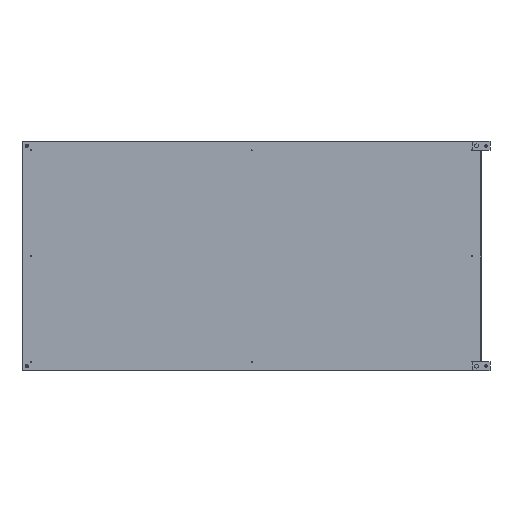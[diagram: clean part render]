
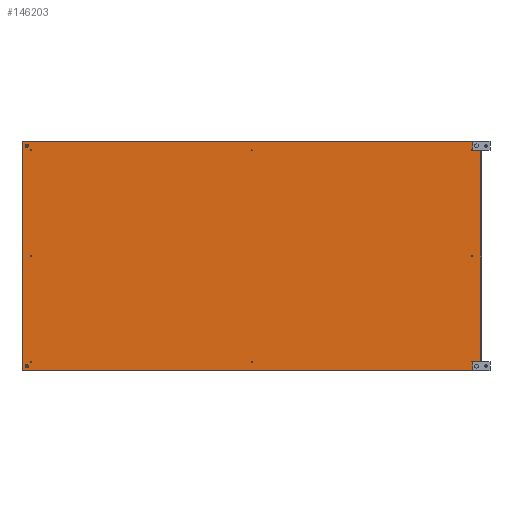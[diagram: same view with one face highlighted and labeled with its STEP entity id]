
A CAD part, left-side view. The second image highlights one B-rep face of the part: STEP entity #146203.
In plain terms, the highlighted face is planar.
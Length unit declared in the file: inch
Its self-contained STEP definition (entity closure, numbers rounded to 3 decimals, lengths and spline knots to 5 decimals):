
#1369 = LINE ( 'NONE', #115071, #37808 ) ;
#1482 = EDGE_CURVE ( 'NONE', #51119, #86155, #49214, .T. ) ;
#4247 = VERTEX_POINT ( 'NONE', #80099 ) ;
#5519 = CARTESIAN_POINT ( 'NONE',  ( -17.24989, 0., -35.5 ) ) ;
#7841 = CARTESIAN_POINT ( 'NONE',  ( 17.92789, 0., 35.892 ) ) ;
#8026 = CARTESIAN_POINT ( 'NONE',  ( 17.92789, 0., -35.92789 ) ) ;
#8069 = CARTESIAN_POINT ( 'NONE',  ( -17.24989, 0., 35.25 ) ) ;
#12525 = AXIS2_PLACEMENT_3D ( 'NONE', #142847, #31889, #99754 ) ;
#13212 = EDGE_LOOP ( 'NONE', ( #98840, #128524 ) ) ;
#14667 = EDGE_CURVE ( 'NONE', #56507, #160551, #30832, .T. ) ;
#15943 = DIRECTION ( 'NONE',  ( 0., -1., 0. ) ) ;
#16247 = CIRCLE ( 'NONE', #70654, 0.25 ) ;
#19027 = VERTEX_POINT ( 'NONE', #7841 ) ;
#19487 = EDGE_LOOP ( 'NONE', ( #160611, #176628 ) ) ;
#20028 = AXIS2_PLACEMENT_3D ( 'NONE', #8069, #21912, #22477 ) ;
#21912 = DIRECTION ( 'NONE',  ( 0., -1., 0. ) ) ;
#22477 = DIRECTION ( 'NONE',  ( 0., 0., 1. ) ) ;
#24501 = ORIENTED_EDGE ( 'NONE', *, *, #76328, .T. ) ;
#25461 = DIRECTION ( 'NONE',  ( 1., 0., 0. ) ) ;
#29038 = DIRECTION ( 'NONE',  ( 0., 0., 1. ) ) ;
#30286 = CARTESIAN_POINT ( 'NONE',  ( -17.24989, 0., -35.25 ) ) ;
#30419 = CARTESIAN_POINT ( 'NONE',  ( -17.92789, 0., 35.928 ) ) ;
#30832 = CIRCLE ( 'NONE', #12525, 0.25 ) ;
#31889 = DIRECTION ( 'NONE',  ( 0., -1., 0. ) ) ;
#32202 = DIRECTION ( 'NONE',  ( 0., 0., 1. ) ) ;
#36520 = EDGE_CURVE ( 'NONE', #44038, #125699, #1369, .T. ) ;
#36840 = CARTESIAN_POINT ( 'NONE',  ( -17.92789, 0., 35.892 ) ) ;
#37808 = VECTOR ( 'NONE', #48971, 39.37008 ) ;
#37946 = DIRECTION ( 'NONE',  ( 0., -1., 0. ) ) ;
#38117 = ORIENTED_EDGE ( 'NONE', *, *, #46723, .T. ) ;
#39196 = CARTESIAN_POINT ( 'NONE',  ( -17.92789, 0., -35.92789 ) ) ;
#44038 = VERTEX_POINT ( 'NONE', #8026 ) ;
#44880 = CIRCLE ( 'NONE', #83035, 0.25 ) ;
#46394 = CARTESIAN_POINT ( 'NONE',  ( -17.24989, 0., 35.25 ) ) ;
#46723 = EDGE_CURVE ( 'NONE', #111399, #4247, #57898, .T. ) ;
#47289 = CARTESIAN_POINT ( 'NONE',  ( -17.24989, 0., 35.5 ) ) ;
#47382 = FACE_BOUND ( 'NONE', #55816, .T. ) ;
#48971 = DIRECTION ( 'NONE',  ( -1., 0., 0. ) ) ;
#49214 = CIRCLE ( 'NONE', #110655, 0.25 ) ;
#51119 = VERTEX_POINT ( 'NONE', #109586 ) ;
#55090 = CARTESIAN_POINT ( 'NONE',  ( -17.24989, 0., -35. ) ) ;
#55192 = VERTEX_POINT ( 'NONE', #155865 ) ;
#55481 = CARTESIAN_POINT ( 'NONE',  ( 17.24989, 0., 35.25 ) ) ;
#55816 = EDGE_LOOP ( 'NONE', ( #24501, #134566 ) ) ;
#56507 = VERTEX_POINT ( 'NONE', #5519 ) ;
#57898 = CIRCLE ( 'NONE', #167243, 0.25 ) ;
#58066 = FACE_BOUND ( 'NONE', #122650, .T. ) ;
#58786 = AXIS2_PLACEMENT_3D ( 'NONE', #119602, #37946, #161476 ) ;
#60216 = DIRECTION ( 'NONE',  ( 0., 0., 1. ) ) ;
#61902 = CARTESIAN_POINT ( 'NONE',  ( 17.24989, 0., -35. ) ) ;
#62225 = ORIENTED_EDGE ( 'NONE', *, *, #131015, .T. ) ;
#65252 = ORIENTED_EDGE ( 'NONE', *, *, #157161, .T. ) ;
#70654 = AXIS2_PLACEMENT_3D ( 'NONE', #55481, #96957, #29038 ) ;
#73479 = ORIENTED_EDGE ( 'NONE', *, *, #127605, .T. ) ;
#75288 = FACE_BOUND ( 'NONE', #13212, .T. ) ;
#75887 = VECTOR ( 'NONE', #140801, 39.37008 ) ;
#76328 = EDGE_CURVE ( 'NONE', #160551, #56507, #176966, .T. ) ;
#78587 = EDGE_CURVE ( 'NONE', #154080, #55192, #104723, .T. ) ;
#79542 = EDGE_CURVE ( 'NONE', #86155, #51119, #16247, .T. ) ;
#80051 = CARTESIAN_POINT ( 'NONE',  ( 0., 0., 35.892 ) ) ;
#80099 = CARTESIAN_POINT ( 'NONE',  ( 17.24989, 0., -35.5 ) ) ;
#81785 = CARTESIAN_POINT ( 'NONE',  ( 17.92789, 0., 35.928 ) ) ;
#83035 = AXIS2_PLACEMENT_3D ( 'NONE', #46394, #141812, #60216 ) ;
#84465 = CIRCLE ( 'NONE', #58786, 0.25 ) ;
#86155 = VERTEX_POINT ( 'NONE', #165863 ) ;
#86872 = CARTESIAN_POINT ( 'NONE',  ( 17.24989, 0., -35.25 ) ) ;
#90150 = DIRECTION ( 'NONE',  ( 0., 0., 1. ) ) ;
#90190 = ORIENTED_EDGE ( 'NONE', *, *, #105556, .T. ) ;
#91265 = LINE ( 'NONE', #80051, #146747 ) ;
#94516 = EDGE_LOOP ( 'NONE', ( #121754, #90190, #73479, #65252 ) ) ;
#96418 = VECTOR ( 'NONE', #150682, 39.37008 ) ;
#96957 = DIRECTION ( 'NONE',  ( 0., -1., 0. ) ) ;
#98840 = ORIENTED_EDGE ( 'NONE', *, *, #1482, .T. ) ;
#99754 = DIRECTION ( 'NONE',  ( 0., 0., 1. ) ) ;
#100624 = DIRECTION ( 'NONE',  ( 0., 0., 1. ) ) ;
#104723 = CIRCLE ( 'NONE', #20028, 0.25 ) ;
#105556 = EDGE_CURVE ( 'NONE', #125699, #137258, #129583, .T. ) ;
#109586 = CARTESIAN_POINT ( 'NONE',  ( 17.24989, 0., 35.5 ) ) ;
#110655 = AXIS2_PLACEMENT_3D ( 'NONE', #169437, #114465, #32202 ) ;
#110915 = AXIS2_PLACEMENT_3D ( 'NONE', #172091, #130855, #90150 ) ;
#111399 = VERTEX_POINT ( 'NONE', #61902 ) ;
#113831 = DIRECTION ( 'NONE',  ( 0., -1., 0. ) ) ;
#114465 = DIRECTION ( 'NONE',  ( 0., -1., 0. ) ) ;
#115071 = CARTESIAN_POINT ( 'NONE',  ( 0., 0., -35.92789 ) ) ;
#117095 = PLANE ( 'NONE',  #110915 ) ;
#119602 = CARTESIAN_POINT ( 'NONE',  ( 17.24989, 0., -35.25 ) ) ;
#121754 = ORIENTED_EDGE ( 'NONE', *, *, #36520, .T. ) ;
#122650 = EDGE_LOOP ( 'NONE', ( #38117, #62225 ) ) ;
#125699 = VERTEX_POINT ( 'NONE', #39196 ) ;
#127605 = EDGE_CURVE ( 'NONE', #137258, #19027, #91265, .T. ) ;
#128524 = ORIENTED_EDGE ( 'NONE', *, *, #79542, .T. ) ;
#129583 = LINE ( 'NONE', #30419, #75887 ) ;
#130855 = DIRECTION ( 'NONE',  ( 0., 1., 0. ) ) ;
#131015 = EDGE_CURVE ( 'NONE', #4247, #111399, #84465, .T. ) ;
#134566 = ORIENTED_EDGE ( 'NONE', *, *, #14667, .T. ) ;
#137258 = VERTEX_POINT ( 'NONE', #36840 ) ;
#137583 = EDGE_CURVE ( 'NONE', #55192, #154080, #44880, .T. ) ;
#140801 = DIRECTION ( 'NONE',  ( 0., 0., 1. ) ) ;
#141812 = DIRECTION ( 'NONE',  ( 0., -1., 0. ) ) ;
#142847 = CARTESIAN_POINT ( 'NONE',  ( -17.24989, 0., -35.25 ) ) ;
#146203 = ADVANCED_FACE ( 'NONE', ( #171715, #161135, #75288, #47382, #58066 ), #117095, .T. ) ;
#146747 = VECTOR ( 'NONE', #25461, 39.37008 ) ;
#150682 = DIRECTION ( 'NONE',  ( 0., 0., -1. ) ) ;
#154080 = VERTEX_POINT ( 'NONE', #47289 ) ;
#155865 = CARTESIAN_POINT ( 'NONE',  ( -17.24989, 0., 35. ) ) ;
#157161 = EDGE_CURVE ( 'NONE', #19027, #44038, #158646, .T. ) ;
#158646 = LINE ( 'NONE', #81785, #96418 ) ;
#158739 = AXIS2_PLACEMENT_3D ( 'NONE', #30286, #15943, #168691 ) ;
#160551 = VERTEX_POINT ( 'NONE', #55090 ) ;
#160611 = ORIENTED_EDGE ( 'NONE', *, *, #78587, .T. ) ;
#161135 = FACE_BOUND ( 'NONE', #19487, .T. ) ;
#161476 = DIRECTION ( 'NONE',  ( 0., 0., 1. ) ) ;
#165863 = CARTESIAN_POINT ( 'NONE',  ( 17.24989, 0., 35. ) ) ;
#167243 = AXIS2_PLACEMENT_3D ( 'NONE', #86872, #113831, #100624 ) ;
#168691 = DIRECTION ( 'NONE',  ( 0., 0., 1. ) ) ;
#169437 = CARTESIAN_POINT ( 'NONE',  ( 17.24989, 0., 35.25 ) ) ;
#171715 = FACE_OUTER_BOUND ( 'NONE', #94516, .T. ) ;
#172091 = CARTESIAN_POINT ( 'NONE',  ( 0., 0., 0. ) ) ;
#176628 = ORIENTED_EDGE ( 'NONE', *, *, #137583, .T. ) ;
#176966 = CIRCLE ( 'NONE', #158739, 0.25 ) ;
